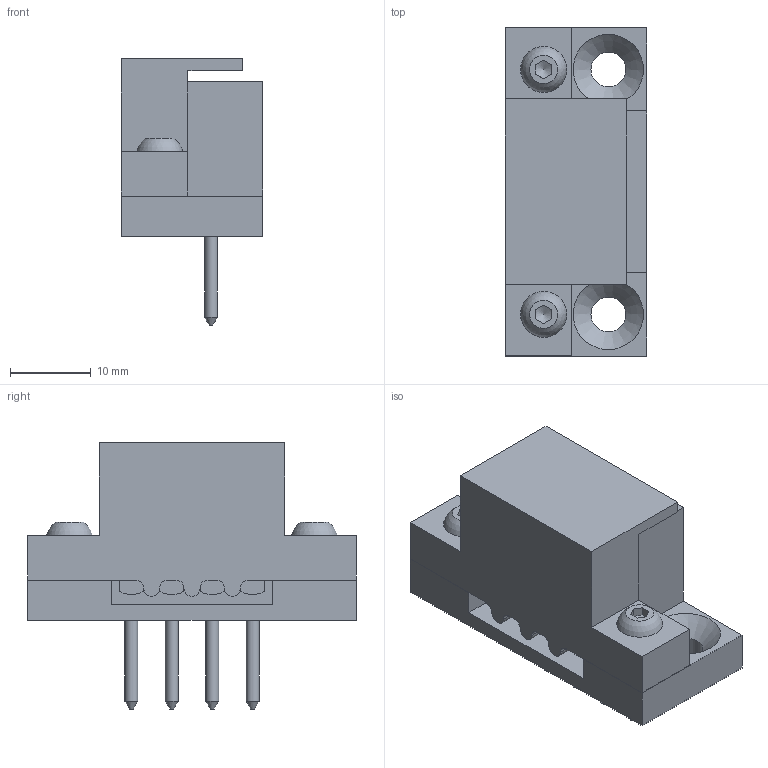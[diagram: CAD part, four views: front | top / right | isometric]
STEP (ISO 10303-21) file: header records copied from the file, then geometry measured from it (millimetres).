
FILE_DESCRIPTION(('STEP AP214'), '1');
FILE_NAME('êîííåêòîð', '', ('UNSPECIFIED'), ('UNSPECIFIED'), 'ASCON STEP Converter 1.3', 'ASCON Math Kernel', '');
FILE_SCHEMA(('AUTOMOTIVE_DESIGN { 1 0 10303 214 3 1 1}'));
Length unit declared in the file: millimetre
Assembly tree (8 placements, depth 3):
  (unnamed)
    (unnamed)
      (unnamed)  x4
    (unnamed)
    (unnamed)  x2
Bounding box: 17.5 x 40.6 x 33 mm (x, y, z)
Volume: 8510.1 mm3; surface area: 7508.1 mm2
Topology: 8 solids, 8 shells, 230 faces, 526 edges, 332 vertices
Faces by surface type: plane 147, cylinder 49, cone 30, sphere 2, torus 2
Full cylindrical faces by diameter (mm): 1.6 x4, 2 x4, 2.459 x4, 2.85 x2, 3 x6, 3.45 x2, 4 x4, 4.3 x2, 7 x2
Entity records: 6885 total; most frequent: CARTESIAN_POINT 1531, DIRECTION 788, ORIENTED_EDGE 658, EDGE_CURVE 329, AXIS2_PLACEMENT_3D 299, EDGE_LOOP 248, VERTEX_POINT 241, LINE 190
